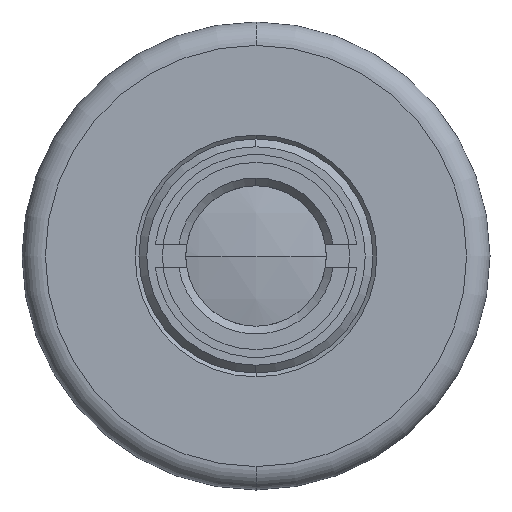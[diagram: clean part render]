
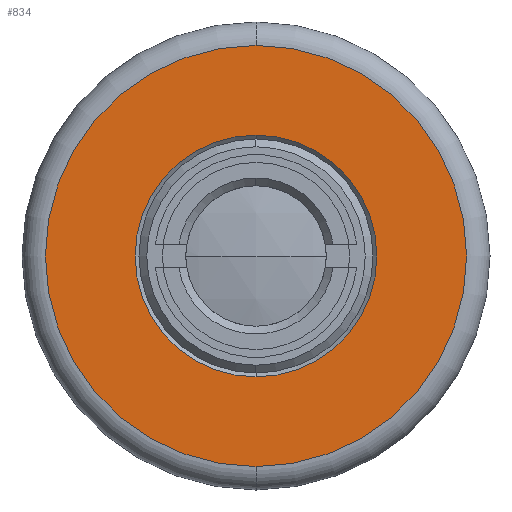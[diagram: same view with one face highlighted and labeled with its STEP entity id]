
A CAD part, left-side view. The second image highlights one B-rep face of the part: STEP entity #834.
In plain terms, the highlighted planar face has unit normal (-1, 0, 0).
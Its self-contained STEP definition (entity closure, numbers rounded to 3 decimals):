
#16 = CIRCLE ( 'NONE', #878, 13.5 ) ;
#22 = CARTESIAN_POINT ( 'NONE',  ( 7.349, 0., -7.75 ) ) ;
#38 = ORIENTED_EDGE ( 'NONE', *, *, #62, .T. ) ;
#62 = EDGE_CURVE ( 'NONE', #1273, #1181, #955, .T. ) ;
#118 = ORIENTED_EDGE ( 'NONE', *, *, #527, .T. ) ;
#135 = CARTESIAN_POINT ( 'NONE',  ( 7.349, 0., 13.5 ) ) ;
#144 = VERTEX_POINT ( 'NONE', #135 ) ;
#147 = AXIS2_PLACEMENT_3D ( 'NONE', #1431, #1316, #288 ) ;
#149 = CIRCLE ( 'NONE', #1046, 7.75 ) ;
#157 = ORIENTED_EDGE ( 'NONE', *, *, #1005, .T. ) ;
#205 = CARTESIAN_POINT ( 'NONE',  ( 7.349, 0., 0. ) ) ;
#288 = DIRECTION ( 'NONE',  ( 0., 0., -1. ) ) ;
#298 = CARTESIAN_POINT ( 'NONE',  ( 7.349, 0., -13.5 ) ) ;
#339 = DIRECTION ( 'NONE',  ( 0., 0., -1. ) ) ;
#527 = EDGE_CURVE ( 'NONE', #144, #1018, #16, .T. ) ;
#550 = ORIENTED_EDGE ( 'NONE', *, *, #1477, .T. ) ;
#611 = CIRCLE ( 'NONE', #1161, 13.5 ) ;
#768 = DIRECTION ( 'NONE',  ( 1., 0., 0. ) ) ;
#781 = DIRECTION ( 'NONE',  ( -1., 0., 0. ) ) ;
#787 = CARTESIAN_POINT ( 'NONE',  ( 7.349, 0., 0. ) ) ;
#834 = ADVANCED_FACE ( 'NONE', ( #868, #1180 ), #975, .F. ) ;
#868 = FACE_OUTER_BOUND ( 'NONE', #960, .T. ) ;
#878 = AXIS2_PLACEMENT_3D ( 'NONE', #1378, #1367, #339 ) ;
#955 = CIRCLE ( 'NONE', #1333, 7.75 ) ;
#960 = EDGE_LOOP ( 'NONE', ( #157, #118 ) ) ;
#975 = PLANE ( 'NONE',  #147 ) ;
#1002 = CARTESIAN_POINT ( 'NONE',  ( 7.349, 0., 0. ) ) ;
#1005 = EDGE_CURVE ( 'NONE', #1018, #144, #611, .T. ) ;
#1018 = VERTEX_POINT ( 'NONE', #298 ) ;
#1046 = AXIS2_PLACEMENT_3D ( 'NONE', #1002, #768, #1201 ) ;
#1161 = AXIS2_PLACEMENT_3D ( 'NONE', #205, #781, #1457 ) ;
#1180 = FACE_BOUND ( 'NONE', #1403, .T. ) ;
#1181 = VERTEX_POINT ( 'NONE', #1204 ) ;
#1201 = DIRECTION ( 'NONE',  ( 0., 0., -1. ) ) ;
#1204 = CARTESIAN_POINT ( 'NONE',  ( 7.349, 0., 7.75 ) ) ;
#1261 = DIRECTION ( 'NONE',  ( 1., 0., 0. ) ) ;
#1273 = VERTEX_POINT ( 'NONE', #22 ) ;
#1316 = DIRECTION ( 'NONE',  ( 1., 0., 0. ) ) ;
#1333 = AXIS2_PLACEMENT_3D ( 'NONE', #787, #1261, #1483 ) ;
#1367 = DIRECTION ( 'NONE',  ( -1., 0., 0. ) ) ;
#1378 = CARTESIAN_POINT ( 'NONE',  ( 7.349, 0., 0. ) ) ;
#1403 = EDGE_LOOP ( 'NONE', ( #550, #38 ) ) ;
#1431 = CARTESIAN_POINT ( 'NONE',  ( 7.349, 7.25, 0. ) ) ;
#1457 = DIRECTION ( 'NONE',  ( 0., 0., -1. ) ) ;
#1477 = EDGE_CURVE ( 'NONE', #1181, #1273, #149, .T. ) ;
#1483 = DIRECTION ( 'NONE',  ( 0., 0., -1. ) ) ;
